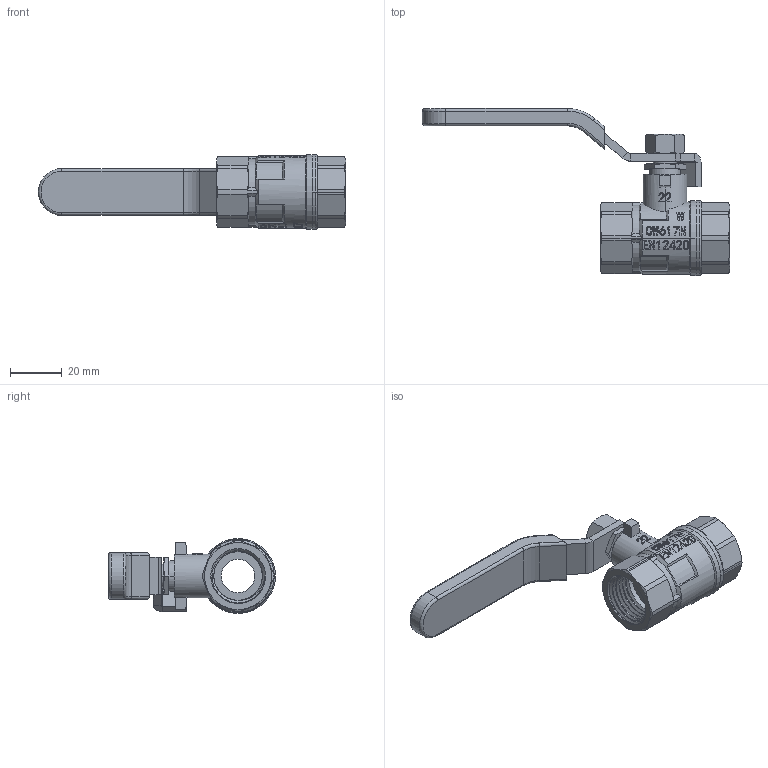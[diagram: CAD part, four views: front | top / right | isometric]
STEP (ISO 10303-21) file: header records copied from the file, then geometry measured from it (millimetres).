
FILE_DESCRIPTION(/* description */ ('Unknown','CAx-IF Rec.Pracs.---Representation and Presentation of Product Manufacturing Information (PMI)---4.0---2014-10-13','CAx-IF Rec.Pracs.---3D Tessellated Geometry---0.4---2014-09-14','2;1'),/* implementation_level */ '2;1');
FILE_NAME(/* name */ '600-04',/* time_stamp */ '2023-11-21T09:09:31+01:00',/* author */ ('Unknown'),/* organization */ ('Unknown'),/* preprocessor_version */ 'ST-DEVELOPER v18.102',/* originating_system */ 'Solid Edge',/* authorisation */ 'Unknown');
FILE_SCHEMA (('AP242_MANAGED_MODEL_BASED_3D_ENGINEERING_MIM_LF { 1 0 10303 442 1 1 4 }'));
Products named in the file (8): 600-04; 葩璃 10.33601.G15.0B05-5990^10.33601.G15.CP05-5990_10.33601.G15.0B05-
5990; 葩璃 10.33601.G15.1^10.33601.G15.CP05-5990_10.33601.G15.1B05; 葩璃 10.33601.G15.3^10.33601.G15.CP05-5990_10.33601.G15.3423; 葩璃 10.33701.G15.4^10.33601.G15.CP05-5990_10.33701.G15.4632; 葩璃 10.33601.G15.56^10.33601.G15.CP05-5990_10.33601.G15.5632; 葩璃 10.33601.G10.7023-5990^10.33601.G15.CP05-5990_10.33601.G10.7023-
5990; 葩璃 10.33601.G15.60^10.33601.G15.CP05-5990_10.33601.G15.6032
Assembly tree (7 placements, depth 2):
  600-04
    葩璃 10.33601.G15.0B05-5990^10.33601.G15.CP05-5990_10.33601.G15.0B05-
5990
    葩璃 10.33601.G15.1^10.33601.G15.CP05-5990_10.33601.G15.1B05
    葩璃 10.33601.G15.3^10.33601.G15.CP05-5990_10.33601.G15.3423
    葩璃 10.33701.G15.4^10.33601.G15.CP05-5990_10.33701.G15.4632
    葩璃 10.33601.G15.56^10.33601.G15.CP05-5990_10.33601.G15.5632
    葩璃 10.33601.G10.7023-5990^10.33601.G15.CP05-5990_10.33601.G10.7023-
5990
    葩璃 10.33601.G15.60^10.33601.G15.CP05-5990_10.33601.G15.6032
Bounding box: 119 x 64.7 x 29 mm (x, y, z)
Volume: 30283.7 mm3; surface area: 22765.3 mm2
Topology: 7 solids, 7 shells, 887 faces, 2338 edges, 1519 vertices
Faces by surface type: plane 399, cylinder 245, cone 127, bspline 80, torus 29, sphere 7
Entity records: 51606 total; most frequent: CARTESIAN_POINT 31341, ORIENTED_EDGE 4664, DIRECTION 3545, EDGE_CURVE 2332, VERTEX_POINT 1515, AXIS2_PLACEMENT_3D 1363, EDGE_LOOP 957, FACE_BOUND 957
